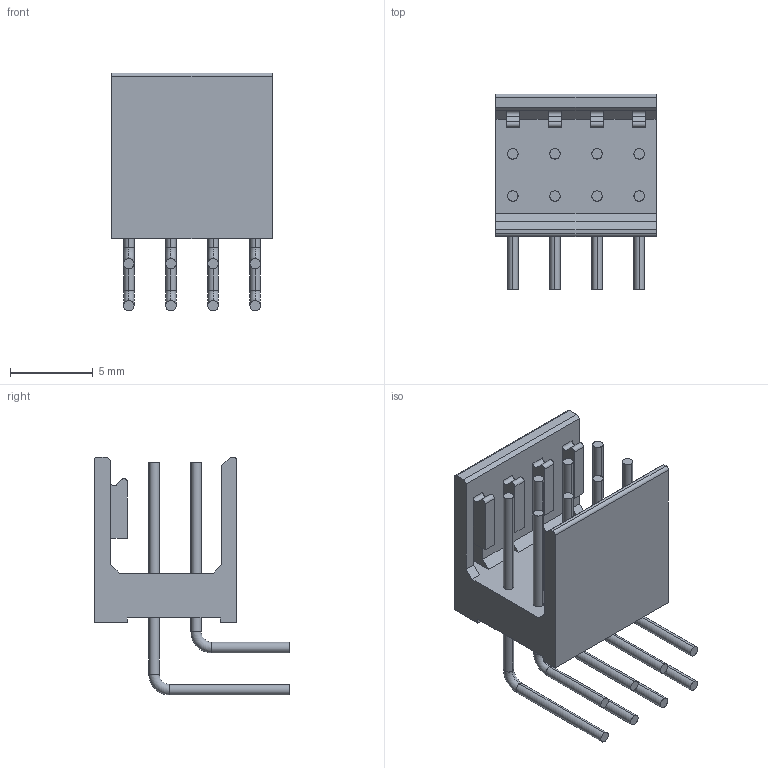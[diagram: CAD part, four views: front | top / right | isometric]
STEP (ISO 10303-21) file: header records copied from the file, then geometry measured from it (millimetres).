
FILE_DESCRIPTION((''),'2;1');
FILE_NAME('C-826470-4','2016-09-28T',('workeradm'),('Tyco Electronics Ltd.'),'CREO PARAMETRIC BY PTC INC, 2016050','CREO PARAMETRIC BY PTC INC, 2016050','');
FILE_SCHEMA(('AUTOMOTIVE_DESIGN { 1 0 10303 214 1 1 1 1 }'));
Length unit declared in the file: millimetre
Products named in the file (1): C-826470-4
Bounding box: 9.66 x 11.8 x 14.36 mm (x, y, z)
Volume: 406.6 mm3; surface area: 868.5 mm2
Topology: 1 solids, 1 shells, 140 faces, 338 edges, 212 vertices
Faces by surface type: plane 66, cylinder 58, torus 16
Entity records: 4266 total; most frequent: DIRECTION 750, CARTESIAN_POINT 692, ORIENTED_EDGE 676, EDGE_CURVE 338, AXIS2_PLACEMENT_3D 272, VERTEX_POINT 212, VECTOR 206, LINE 206
